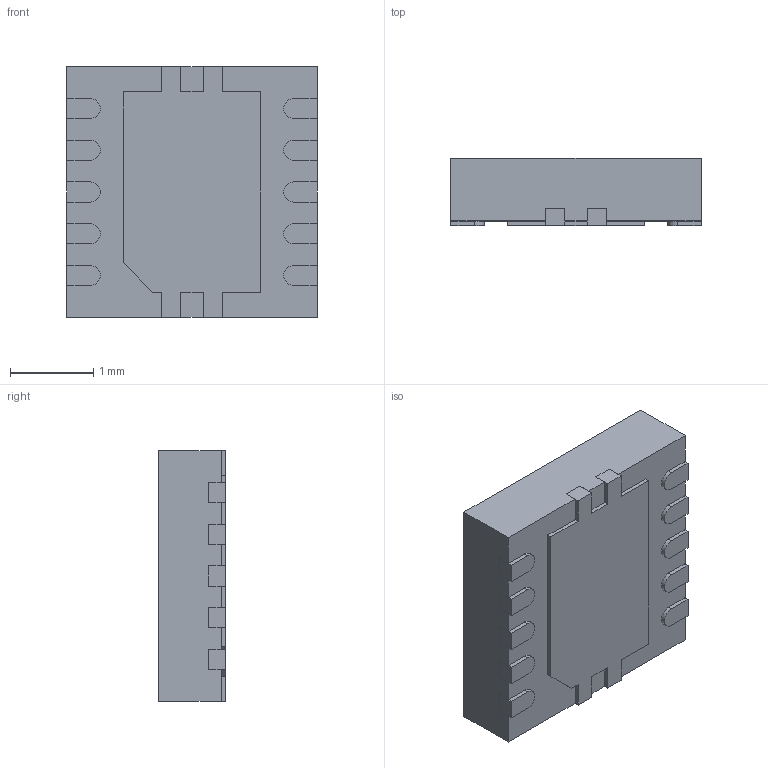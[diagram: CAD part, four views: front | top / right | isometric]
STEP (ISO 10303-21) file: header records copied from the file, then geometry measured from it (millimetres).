
FILE_DESCRIPTION (( 'STEP AP214' ), '1' );
FILE_NAME ('PTPS7A9401DSCR.STEP', '2022-06-29T22:28:31', ( '' ), ( '' ), 'SwSTEP 2.0', 'SolidWorks 2017', '' );
FILE_SCHEMA (( 'AUTOMOTIVE_DESIGN' ));
Length unit declared in the file: millimetre
Products named in the file (1): PTPS7A9401DSCR
Bounding box: 3 x 0.8 x 3 mm (x, y, z)
Volume: 7 mm3; surface area: 44.3 mm2
Topology: 13 solids, 13 shells, 157 faces, 390 edges, 260 vertices
Faces by surface type: plane 133, cylinder 24
Entity records: 5568 total; most frequent: CARTESIAN_POINT 808, ORIENTED_EDGE 780, DIRECTION 754, EDGE_CURVE 390, VECTOR 342, LINE 342, VERTEX_POINT 260, AXIS2_PLACEMENT_3D 206
